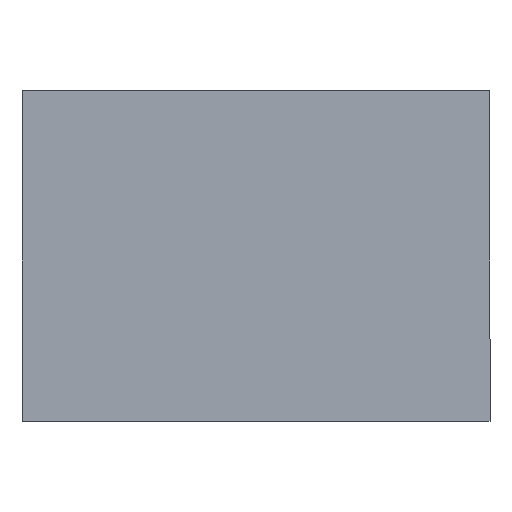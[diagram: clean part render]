
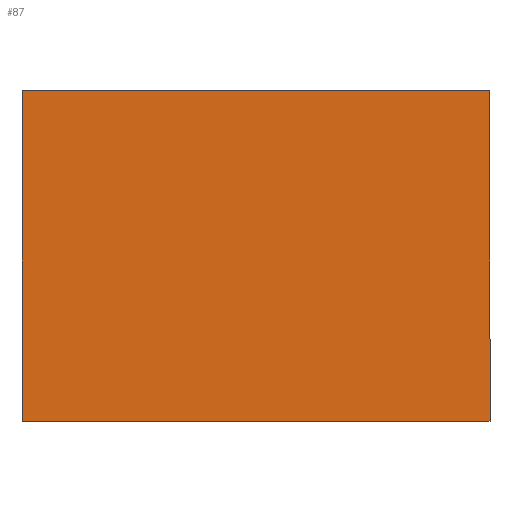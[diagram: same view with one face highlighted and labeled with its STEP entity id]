
A CAD part, top view. The second image highlights one B-rep face of the part: STEP entity #87.
In plain terms, the highlighted planar face has unit normal (0, 0, 1).
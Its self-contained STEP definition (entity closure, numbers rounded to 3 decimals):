
#1 = CARTESIAN_POINT ( 'NONE',  ( -42.5, -30., 0. ) ) ;
#4 = CARTESIAN_POINT ( 'NONE',  ( 42.5, 30., 0. ) ) ;
#16 = LINE ( 'NONE', #17, #86 ) ;
#17 = CARTESIAN_POINT ( 'NONE',  ( -42.5, -30., 0. ) ) ;
#19 = EDGE_CURVE ( 'NONE', #92, #33, #97, .T. ) ;
#25 = VECTOR ( 'NONE', #83, 1000. ) ;
#32 = VECTOR ( 'NONE', #202, 1000. ) ;
#33 = VERTEX_POINT ( 'NONE', #163 ) ;
#47 = ORIENTED_EDGE ( 'NONE', *, *, #118, .T. ) ;
#50 = CARTESIAN_POINT ( 'NONE',  ( -42.5, 30., 0. ) ) ;
#64 = VERTEX_POINT ( 'NONE', #4 ) ;
#67 = CARTESIAN_POINT ( 'NONE',  ( -42.5, 30., 0. ) ) ;
#69 = EDGE_CURVE ( 'NONE', #64, #92, #185, .T. ) ;
#83 = DIRECTION ( 'NONE',  ( -1., 0., 0. ) ) ;
#86 = VECTOR ( 'NONE', #237, 1000. ) ;
#87 = ADVANCED_FACE ( 'NONE', ( #123 ), #89, .T. ) ;
#89 = PLANE ( 'NONE',  #227 ) ;
#92 = VERTEX_POINT ( 'NONE', #224 ) ;
#94 = DIRECTION ( 'NONE',  ( 1., 0., 0. ) ) ;
#97 = LINE ( 'NONE', #67, #32 ) ;
#107 = EDGE_LOOP ( 'NONE', ( #171, #47, #150, #149 ) ) ;
#118 = EDGE_CURVE ( 'NONE', #33, #210, #16, .T. ) ;
#123 = FACE_OUTER_BOUND ( 'NONE', #107, .T. ) ;
#148 = CARTESIAN_POINT ( 'NONE',  ( 42.5, 30., 0. ) ) ;
#149 = ORIENTED_EDGE ( 'NONE', *, *, #69, .T. ) ;
#150 = ORIENTED_EDGE ( 'NONE', *, *, #203, .T. ) ;
#163 = CARTESIAN_POINT ( 'NONE',  ( -42.5, -30., 0. ) ) ;
#171 = ORIENTED_EDGE ( 'NONE', *, *, #19, .T. ) ;
#179 = DIRECTION ( 'NONE',  ( 0., 1., 0. ) ) ;
#182 = VECTOR ( 'NONE', #179, 1000. ) ;
#185 = LINE ( 'NONE', #50, #25 ) ;
#195 = DIRECTION ( 'NONE',  ( 0., 0., 1. ) ) ;
#196 = CARTESIAN_POINT ( 'NONE',  ( 42.5, -30., 0. ) ) ;
#202 = DIRECTION ( 'NONE',  ( 0., -1., 0. ) ) ;
#203 = EDGE_CURVE ( 'NONE', #210, #64, #232, .T. ) ;
#210 = VERTEX_POINT ( 'NONE', #196 ) ;
#224 = CARTESIAN_POINT ( 'NONE',  ( -42.5, 30., 0. ) ) ;
#227 = AXIS2_PLACEMENT_3D ( 'NONE', #1, #195, #94 ) ;
#232 = LINE ( 'NONE', #148, #182 ) ;
#237 = DIRECTION ( 'NONE',  ( 1., 0., 0. ) ) ;
